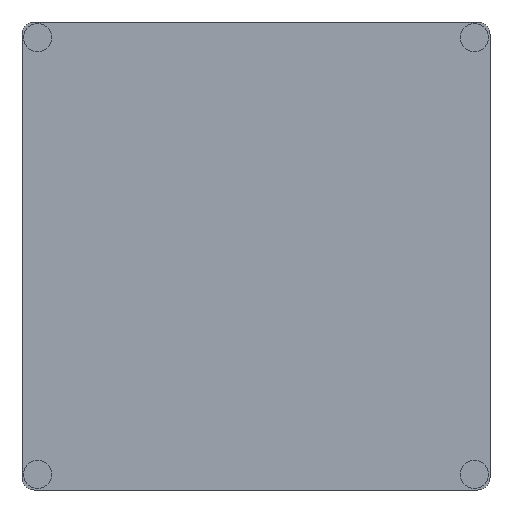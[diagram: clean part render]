
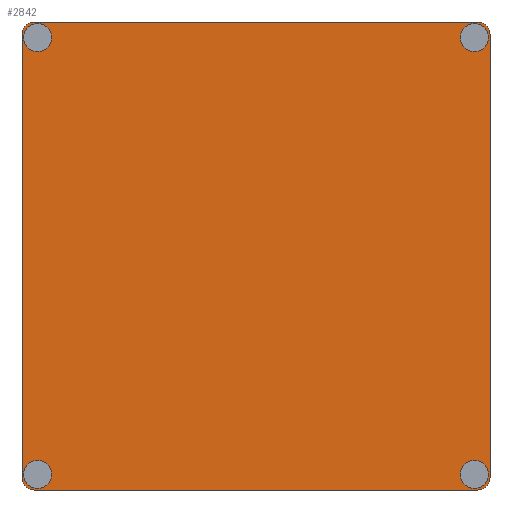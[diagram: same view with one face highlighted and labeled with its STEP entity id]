
A CAD part, front view. The second image highlights one B-rep face of the part: STEP entity #2842.
In plain terms, the highlighted planar face has unit normal (0, -1, 0).
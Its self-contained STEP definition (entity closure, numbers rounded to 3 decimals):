
#62=FACE_BOUND('',#700,.T.);
#63=FACE_BOUND('',#701,.T.);
#64=FACE_BOUND('',#702,.T.);
#65=FACE_BOUND('',#703,.T.);
#207=CIRCLE('',#3102,8.);
#208=CIRCLE('',#3103,8.);
#209=CIRCLE('',#3104,8.);
#210=CIRCLE('',#3105,8.);
#211=CIRCLE('',#3106,9.);
#212=CIRCLE('',#3107,9.);
#213=CIRCLE('',#3108,9.);
#214=CIRCLE('',#3109,9.);
#516=FACE_OUTER_BOUND('',#699,.T.);
#699=EDGE_LOOP('',(#2062,#2063,#2064,#2065,#2066,#2067,#2068,#2069));
#700=EDGE_LOOP('',(#2070));
#701=EDGE_LOOP('',(#2071));
#702=EDGE_LOOP('',(#2072));
#703=EDGE_LOOP('',(#2073));
#878=LINE('',#4846,#1018);
#879=LINE('',#4850,#1019);
#880=LINE('',#4854,#1020);
#881=LINE('',#4857,#1021);
#1018=VECTOR('',#3643,10.);
#1019=VECTOR('',#3646,10.);
#1020=VECTOR('',#3649,10.);
#1021=VECTOR('',#3652,10.);
#1182=VERTEX_POINT('',#4842);
#1183=VERTEX_POINT('',#4843);
#1184=VERTEX_POINT('',#4845);
#1185=VERTEX_POINT('',#4847);
#1186=VERTEX_POINT('',#4849);
#1187=VERTEX_POINT('',#4851);
#1188=VERTEX_POINT('',#4853);
#1189=VERTEX_POINT('',#4855);
#1190=VERTEX_POINT('',#4858);
#1191=VERTEX_POINT('',#4860);
#1192=VERTEX_POINT('',#4862);
#1193=VERTEX_POINT('',#4864);
#1494=EDGE_CURVE('',#1182,#1183,#207,.T.);
#1495=EDGE_CURVE('',#1182,#1184,#878,.T.);
#1496=EDGE_CURVE('',#1185,#1184,#208,.T.);
#1497=EDGE_CURVE('',#1185,#1186,#879,.T.);
#1498=EDGE_CURVE('',#1187,#1186,#209,.T.);
#1499=EDGE_CURVE('',#1187,#1188,#880,.T.);
#1500=EDGE_CURVE('',#1189,#1188,#210,.T.);
#1501=EDGE_CURVE('',#1189,#1183,#881,.T.);
#1502=EDGE_CURVE('',#1190,#1190,#211,.T.);
#1503=EDGE_CURVE('',#1191,#1191,#212,.T.);
#1504=EDGE_CURVE('',#1192,#1192,#213,.T.);
#1505=EDGE_CURVE('',#1193,#1193,#214,.T.);
#2062=ORIENTED_EDGE('',*,*,#1494,.F.);
#2063=ORIENTED_EDGE('',*,*,#1495,.T.);
#2064=ORIENTED_EDGE('',*,*,#1496,.F.);
#2065=ORIENTED_EDGE('',*,*,#1497,.T.);
#2066=ORIENTED_EDGE('',*,*,#1498,.F.);
#2067=ORIENTED_EDGE('',*,*,#1499,.T.);
#2068=ORIENTED_EDGE('',*,*,#1500,.F.);
#2069=ORIENTED_EDGE('',*,*,#1501,.T.);
#2070=ORIENTED_EDGE('',*,*,#1502,.T.);
#2071=ORIENTED_EDGE('',*,*,#1503,.T.);
#2072=ORIENTED_EDGE('',*,*,#1504,.T.);
#2073=ORIENTED_EDGE('',*,*,#1505,.T.);
#2559=PLANE('',#3101);
#2842=ADVANCED_FACE('',(#516,#62,#63,#64,#65),#2559,.F.);
#3101=AXIS2_PLACEMENT_3D('',#4841,#3639,#3640);
#3102=AXIS2_PLACEMENT_3D('',#4844,#3641,#3642);
#3103=AXIS2_PLACEMENT_3D('',#4848,#3644,#3645);
#3104=AXIS2_PLACEMENT_3D('',#4852,#3647,#3648);
#3105=AXIS2_PLACEMENT_3D('',#4856,#3650,#3651);
#3106=AXIS2_PLACEMENT_3D('',#4859,#3653,#3654);
#3107=AXIS2_PLACEMENT_3D('',#4861,#3655,#3656);
#3108=AXIS2_PLACEMENT_3D('',#4863,#3657,#3658);
#3109=AXIS2_PLACEMENT_3D('',#4865,#3659,#3660);
#3639=DIRECTION('center_axis',(0.,1.,0.));
#3640=DIRECTION('ref_axis',(0.,0.,1.));
#3641=DIRECTION('center_axis',(0.,1.,0.));
#3642=DIRECTION('ref_axis',(0.707,0.,0.707));
#3643=DIRECTION('',(-1.,0.,0.));
#3644=DIRECTION('center_axis',(0.,1.,0.));
#3645=DIRECTION('ref_axis',(-0.707,0.,0.707));
#3646=DIRECTION('',(0.,0.,-1.));
#3647=DIRECTION('center_axis',(0.,1.,0.));
#3648=DIRECTION('ref_axis',(-0.707,0.,-0.707));
#3649=DIRECTION('',(1.,0.,0.));
#3650=DIRECTION('center_axis',(0.,1.,0.));
#3651=DIRECTION('ref_axis',(0.707,0.,-0.707));
#3652=DIRECTION('',(0.,0.,1.));
#3653=DIRECTION('center_axis',(0.,1.,0.));
#3654=DIRECTION('ref_axis',(-1.,0.,0.));
#3655=DIRECTION('center_axis',(0.,1.,0.));
#3656=DIRECTION('ref_axis',(-1.,0.,0.));
#3657=DIRECTION('center_axis',(0.,1.,0.));
#3658=DIRECTION('ref_axis',(-1.,0.,0.));
#3659=DIRECTION('center_axis',(0.,1.,0.));
#3660=DIRECTION('ref_axis',(-1.,0.,0.));
#4841=CARTESIAN_POINT('Origin',(0.,0.,0.));
#4842=CARTESIAN_POINT('',(142.,0.,150.));
#4843=CARTESIAN_POINT('',(150.,0.,142.));
#4844=CARTESIAN_POINT('Origin',(142.,0.,142.));
#4845=CARTESIAN_POINT('',(-142.,0.,150.));
#4846=CARTESIAN_POINT('',(150.,0.,150.));
#4847=CARTESIAN_POINT('',(-150.,0.,142.));
#4848=CARTESIAN_POINT('Origin',(-142.,0.,142.));
#4849=CARTESIAN_POINT('',(-150.,0.,-142.));
#4850=CARTESIAN_POINT('',(-150.,0.,150.));
#4851=CARTESIAN_POINT('',(-142.,0.,-150.));
#4852=CARTESIAN_POINT('Origin',(-142.,0.,-142.));
#4853=CARTESIAN_POINT('',(142.,0.,-150.));
#4854=CARTESIAN_POINT('',(-150.,0.,-150.));
#4855=CARTESIAN_POINT('',(150.,0.,-142.));
#4856=CARTESIAN_POINT('Origin',(142.,0.,-142.));
#4857=CARTESIAN_POINT('',(150.,0.,-150.));
#4858=CARTESIAN_POINT('',(-131.,0.,-140.));
#4859=CARTESIAN_POINT('Origin',(-140.,0.,-140.));
#4860=CARTESIAN_POINT('',(149.,0.,140.));
#4861=CARTESIAN_POINT('Origin',(140.,0.,140.));
#4862=CARTESIAN_POINT('',(149.,0.,-140.));
#4863=CARTESIAN_POINT('Origin',(140.,0.,-140.));
#4864=CARTESIAN_POINT('',(-131.,0.,140.));
#4865=CARTESIAN_POINT('Origin',(-140.,0.,140.));
